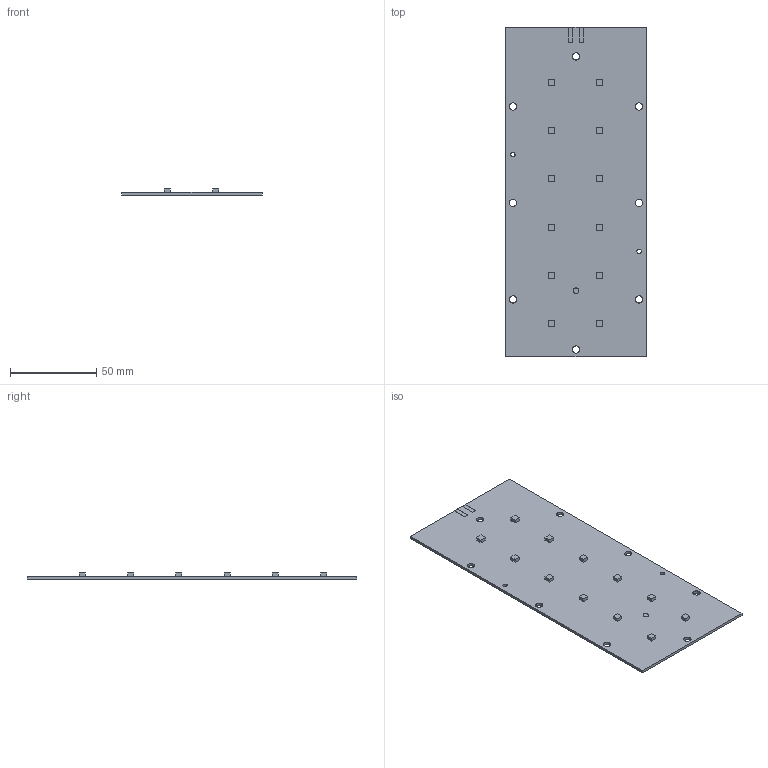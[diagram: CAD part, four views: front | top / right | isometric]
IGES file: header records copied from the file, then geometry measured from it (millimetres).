
Global section: file name: 98009; native system: Autodesk Inventor 2015; preprocessor: unknown; author: paul.kolenda; date: 20140623.112110; units: inch
Bounding box: 81.28 x 190.7 x 3.56 mm (x, y, z)
Volume: 24516.3 mm3; surface area: 32543.8 mm2
Topology: 16 solids, 16 shells, 103 faces, 213 edges, 142 vertices
Faces by surface type: bspline 103
